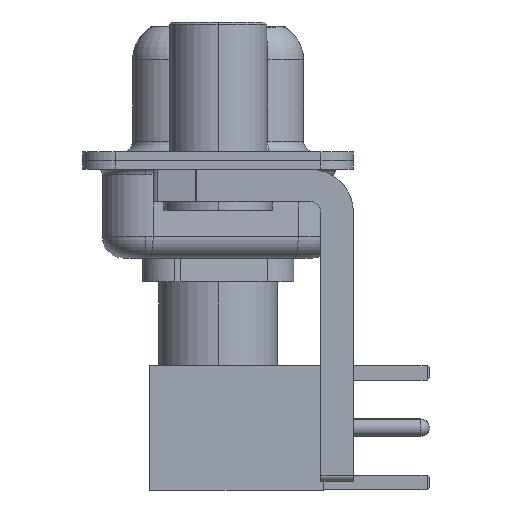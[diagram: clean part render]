
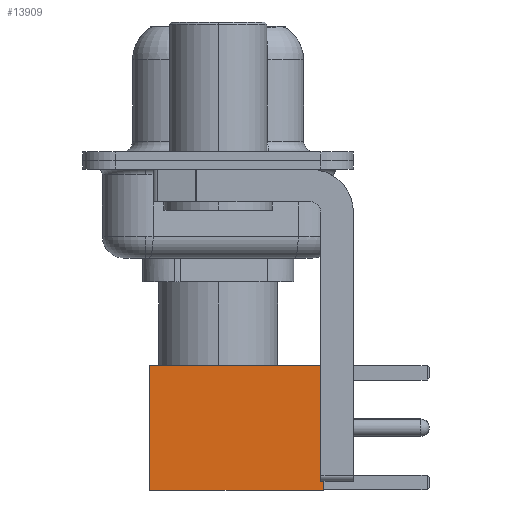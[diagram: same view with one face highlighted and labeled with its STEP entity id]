
A CAD part, left-side view. The second image highlights one B-rep face of the part: STEP entity #13909.
In plain terms, the highlighted face is planar.
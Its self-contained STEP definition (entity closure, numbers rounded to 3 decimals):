
#28 = CARTESIAN_POINT ( 'NONE',  ( 2.875, 2.875, 0. ) ) ;
#219 = VECTOR ( 'NONE', #4974, 1000. ) ;
#668 = DIRECTION ( 'NONE',  ( -1., 0., 0. ) ) ;
#726 = VERTEX_POINT ( 'NONE', #17732 ) ;
#903 = DIRECTION ( 'NONE',  ( 0., 1., 0. ) ) ;
#1421 = EDGE_CURVE ( 'NONE', #6761, #726, #16484, .T. ) ;
#1643 = DIRECTION ( 'NONE',  ( 0., 0., -1. ) ) ;
#1780 = LINE ( 'NONE', #28, #219 ) ;
#2066 = CARTESIAN_POINT ( 'NONE',  ( 2.875, 2.875, 0. ) ) ;
#2659 = ORIENTED_EDGE ( 'NONE', *, *, #3641, .F. ) ;
#3470 = CARTESIAN_POINT ( 'NONE',  ( -2.875, 2.875, 8. ) ) ;
#3641 = EDGE_CURVE ( 'NONE', #7880, #6761, #5001, .T. ) ;
#3974 = EDGE_LOOP ( 'NONE', ( #8455, #13871, #5960, #2659 ) ) ;
#4974 = DIRECTION ( 'NONE',  ( 0., 0., -1. ) ) ;
#5001 = LINE ( 'NONE', #11669, #17655 ) ;
#5387 = CARTESIAN_POINT ( 'NONE',  ( 0., 2.875, 0. ) ) ;
#5960 = ORIENTED_EDGE ( 'NONE', *, *, #1421, .F. ) ;
#6457 = CARTESIAN_POINT ( 'NONE',  ( 2.875, 2.875, 8. ) ) ;
#6645 = VECTOR ( 'NONE', #1643, 1000. ) ;
#6761 = VERTEX_POINT ( 'NONE', #3470 ) ;
#7880 = VERTEX_POINT ( 'NONE', #6457 ) ;
#8455 = ORIENTED_EDGE ( 'NONE', *, *, #16462, .T. ) ;
#9832 = DIRECTION ( 'NONE',  ( -1., 0., 0. ) ) ;
#11060 = VERTEX_POINT ( 'NONE', #2066 ) ;
#11669 = CARTESIAN_POINT ( 'NONE',  ( 0., 2.875, 8. ) ) ;
#12301 = LINE ( 'NONE', #5387, #12562 ) ;
#12562 = VECTOR ( 'NONE', #668, 1000. ) ;
#13871 = ORIENTED_EDGE ( 'NONE', *, *, #18484, .T. ) ;
#13909 = ADVANCED_FACE ( 'NONE', ( #19264 ), #17504, .T. ) ;
#15163 = CARTESIAN_POINT ( 'NONE',  ( -2.875, 2.875, 0. ) ) ;
#15959 = DIRECTION ( 'NONE',  ( 0., 0., 1. ) ) ;
#16462 = EDGE_CURVE ( 'NONE', #7880, #11060, #1780, .T. ) ;
#16484 = LINE ( 'NONE', #15163, #6645 ) ;
#17504 = PLANE ( 'NONE',  #18442 ) ;
#17655 = VECTOR ( 'NONE', #9832, 1000. ) ;
#17732 = CARTESIAN_POINT ( 'NONE',  ( -2.875, 2.875, 0. ) ) ;
#18442 = AXIS2_PLACEMENT_3D ( 'NONE', #19362, #903, #15959 ) ;
#18484 = EDGE_CURVE ( 'NONE', #11060, #726, #12301, .T. ) ;
#19264 = FACE_OUTER_BOUND ( 'NONE', #3974, .T. ) ;
#19362 = CARTESIAN_POINT ( 'NONE',  ( 2.875, 2.875, 0. ) ) ;
